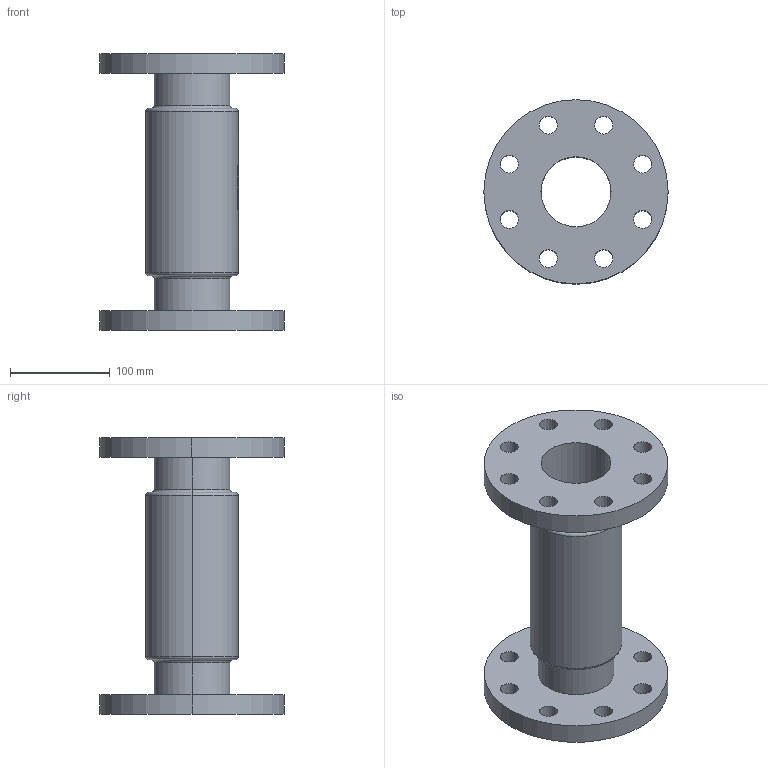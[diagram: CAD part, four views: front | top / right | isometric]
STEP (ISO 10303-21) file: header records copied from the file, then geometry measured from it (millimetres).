
FILE_DESCRIPTION (( 'STEP AP214' ), '1' );
FILE_NAME ('7120000_DN065_PN16_51420262.STEP', '2022-02-14T11:41:25', ( 'axxx' ), ( 'Hewlett-Packard Company' ), 'SwSTEP 2.0', 'SolidWorks 2019', '' );
FILE_SCHEMA (( 'AUTOMOTIVE_DESIGN' ));
Length unit declared in the file: millimetre
Products named in the file (1): 7120000_DN065_PN16_51420262
Bounding box: 185 x 185 x 278 mm (x, y, z)
Volume: 1366258.5 mm3; surface area: 256404.3 mm2
Topology: 1 solids, 1 shells, 544 faces, 1420 edges, 944 vertices
Faces by surface type: plane 249, bspline 223, cylinder 64, torus 8
Entity records: 29353 total; most frequent: CARTESIAN_POINT 17393, ORIENTED_EDGE 2840, DIRECTION 1730, EDGE_CURVE 1420, VERTEX_POINT 944, VECTOR 758, LINE 758, EDGE_LOOP 644
